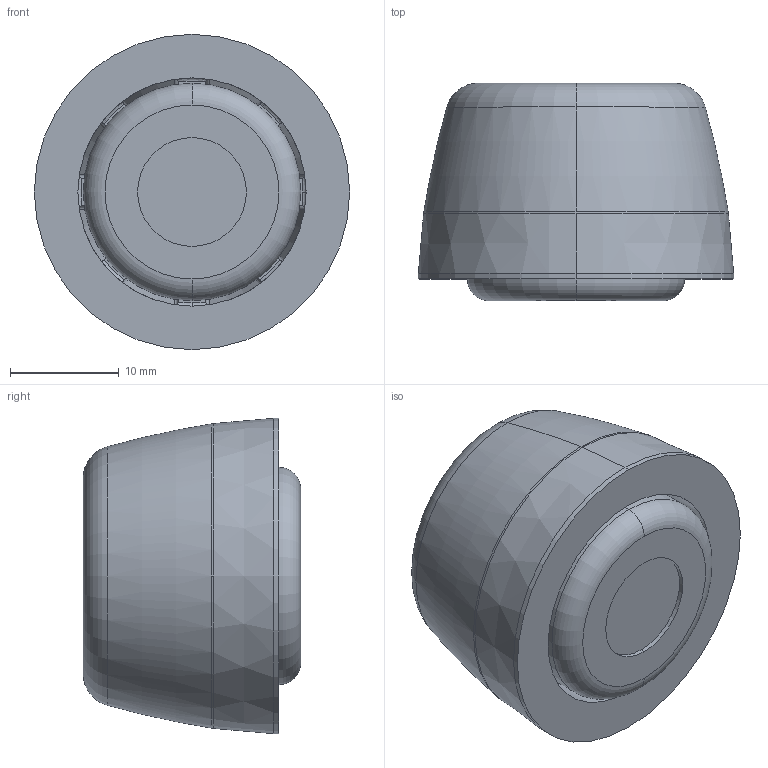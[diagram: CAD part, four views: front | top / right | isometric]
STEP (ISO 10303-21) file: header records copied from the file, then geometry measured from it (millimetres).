
FILE_DESCRIPTION (( 'STEP AP203' ), '1' );
FILE_NAME ('203600101_c_1.STEP', '2022-07-08T16:11:52', ( '' ), ( '' ), 'SwSTEP 2.0', 'SolidWorks 2014', '' );
FILE_SCHEMA (( 'CONFIG_CONTROL_DESIGN' ));
Length unit declared in the file: millimetre
Products named in the file (1): 203600101_c_1
Bounding box: 29 x 20 x 29 mm (x, y, z)
Volume: 8431 mm3; surface area: 4811 mm2
Topology: 2 solids, 2 shells, 158 faces, 406 edges, 255 vertices
Faces by surface type: bspline 48, torus 45, plane 31, cone 20, cylinder 12, sphere 2
Entity records: 6589 total; most frequent: CARTESIAN_POINT 3128, ORIENTED_EDGE 806, DIRECTION 598, EDGE_CURVE 403, AXIS2_PLACEMENT_3D 275, VERTEX_POINT 253, B_SPLINE_CURVE_WITH_KNOTS 191, CIRCLE 164
